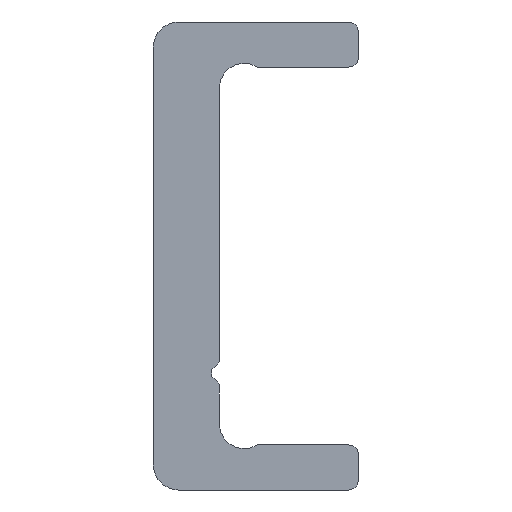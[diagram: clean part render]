
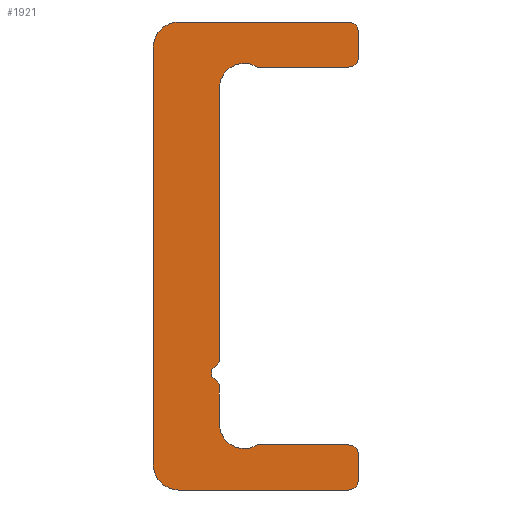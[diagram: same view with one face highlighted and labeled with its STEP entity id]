
A CAD part, left-side view. The second image highlights one B-rep face of the part: STEP entity #1921.
In plain terms, the highlighted planar face has unit normal (-1, 0, 0).
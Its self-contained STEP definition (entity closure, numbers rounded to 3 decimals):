
#1172=CARTESIAN_POINT('',(0.0,-6.15,-13.4));
#1173=VERTEX_POINT('',#1172);
#1180=CARTESIAN_POINT('',(0.0,-5.55,-14.));
#1181=VERTEX_POINT('',#1180);
#1182=CARTESIAN_POINT('',(0.0,-5.55,-13.4));
#1183=DIRECTION('',(1.0,0.0,0.0));
#1184=DIRECTION('',(0.0,-1.0,0.0));
#1185=AXIS2_PLACEMENT_3D('',#1182,#1183,#1184);
#1186=CIRCLE('',#1185,0.6);
#1187=EDGE_CURVE('',#1173,#1181,#1186,.T.);
#1211=CARTESIAN_POINT('',(0.0,-6.15,-11.9));
#1212=VERTEX_POINT('',#1211);
#1219=CARTESIAN_POINT('',(0.0,-6.15,-11.9));
#1220=DIRECTION('',(0.0,0.0,-1.0));
#1221=VECTOR('',#1220,1.5);
#1222=LINE('',#1219,#1221);
#1223=EDGE_CURVE('',#1212,#1173,#1222,.T.);
#1243=CARTESIAN_POINT('',(0.0,-5.55,-11.3));
#1244=VERTEX_POINT('',#1243);
#1251=CARTESIAN_POINT('',(0.0,-5.55,-11.9));
#1252=DIRECTION('',(1.0,0.0,0.0));
#1253=DIRECTION('',(0.0,0.0,1.0));
#1254=AXIS2_PLACEMENT_3D('',#1251,#1252,#1253);
#1255=CIRCLE('',#1254,0.6);
#1256=EDGE_CURVE('',#1244,#1212,#1255,.T.);
#1275=CARTESIAN_POINT('',(0.0,-0.098,-11.3));
#1276=VERTEX_POINT('',#1275);
#1283=CARTESIAN_POINT('',(0.0,-0.098,-11.3));
#1284=DIRECTION('',(0.0,-1.0,0.0));
#1285=VECTOR('',#1284,5.452);
#1286=LINE('',#1283,#1285);
#1287=EDGE_CURVE('',#1276,#1244,#1286,.T.);
#1307=CARTESIAN_POINT('',(0.0,2.2,-10.03));
#1308=VERTEX_POINT('',#1307);
#1315=CARTESIAN_POINT('',(0.0,0.7,-10.03));
#1316=DIRECTION('',(-1.0,0.0,0.0));
#1317=DIRECTION('',(0.0,0.532,0.847));
#1318=AXIS2_PLACEMENT_3D('',#1315,#1316,#1317);
#1319=CIRCLE('',#1318,1.5);
#1320=EDGE_CURVE('',#1308,#1276,#1319,.T.);
#1339=CARTESIAN_POINT('',(0.0,2.2,-7.707));
#1340=VERTEX_POINT('',#1339);
#1347=CARTESIAN_POINT('',(0.0,2.2,-7.707));
#1348=DIRECTION('',(0.0,0.0,-1.0));
#1349=VECTOR('',#1348,2.323);
#1350=LINE('',#1347,#1349);
#1351=EDGE_CURVE('',#1340,#1308,#1350,.T.);
#1371=CARTESIAN_POINT('',(0.0,2.367,-7.471));
#1372=VERTEX_POINT('',#1371);
#1379=CARTESIAN_POINT('',(0.0,2.45,-7.707));
#1380=DIRECTION('',(1.0,0.0,0.0));
#1381=DIRECTION('',(0.0,-0.333,0.943));
#1382=AXIS2_PLACEMENT_3D('',#1379,#1380,#1381);
#1383=CIRCLE('',#1382,0.25);
#1384=EDGE_CURVE('',#1372,#1340,#1383,.T.);
#1404=CARTESIAN_POINT('',(0.0,2.367,-6.529));
#1405=VERTEX_POINT('',#1404);
#1412=CARTESIAN_POINT('',(0.0,2.2,-7.));
#1413=DIRECTION('',(-1.0,0.0,0.0));
#1414=DIRECTION('',(0.0,-0.333,0.943));
#1415=AXIS2_PLACEMENT_3D('',#1412,#1413,#1414);
#1416=CIRCLE('',#1415,0.5);
#1417=EDGE_CURVE('',#1405,#1372,#1416,.T.);
#1437=CARTESIAN_POINT('',(0.0,2.2,-6.293));
#1438=VERTEX_POINT('',#1437);
#1445=CARTESIAN_POINT('',(0.0,2.45,-6.293));
#1446=DIRECTION('',(1.0,0.0,0.0));
#1447=DIRECTION('',(0.0,-1.0,0.0));
#1448=AXIS2_PLACEMENT_3D('',#1445,#1446,#1447);
#1449=CIRCLE('',#1448,0.25);
#1450=EDGE_CURVE('',#1438,#1405,#1449,.T.);
#1469=CARTESIAN_POINT('',(0.0,2.2,10.03));
#1470=VERTEX_POINT('',#1469);
#1477=CARTESIAN_POINT('',(0.0,2.2,10.03));
#1478=DIRECTION('',(0.0,0.0,-1.0));
#1479=VECTOR('',#1478,16.323);
#1480=LINE('',#1477,#1479);
#1481=EDGE_CURVE('',#1470,#1438,#1480,.T.);
#1549=CARTESIAN_POINT('',(0.0,-0.098,11.3));
#1550=VERTEX_POINT('',#1549);
#1557=CARTESIAN_POINT('',(0.0,0.7,10.03));
#1558=DIRECTION('',(-1.0,0.0,0.0));
#1559=DIRECTION('',(0.0,-1.0,0.0));
#1560=AXIS2_PLACEMENT_3D('',#1557,#1558,#1559);
#1561=CIRCLE('',#1560,1.5);
#1562=EDGE_CURVE('',#1550,#1470,#1561,.T.);
#1581=CARTESIAN_POINT('',(0.0,-5.55,11.3));
#1582=VERTEX_POINT('',#1581);
#1589=CARTESIAN_POINT('',(0.0,-5.55,11.3));
#1590=DIRECTION('',(0.0,1.0,0.0));
#1591=VECTOR('',#1590,5.452);
#1592=LINE('',#1589,#1591);
#1593=EDGE_CURVE('',#1582,#1550,#1592,.T.);
#1613=CARTESIAN_POINT('',(0.0,-6.15,11.9));
#1614=VERTEX_POINT('',#1613);
#1621=CARTESIAN_POINT('',(0.0,-5.55,11.9));
#1622=DIRECTION('',(1.0,0.0,0.0));
#1623=DIRECTION('',(0.0,-1.0,0.0));
#1624=AXIS2_PLACEMENT_3D('',#1621,#1622,#1623);
#1625=CIRCLE('',#1624,0.6);
#1626=EDGE_CURVE('',#1614,#1582,#1625,.T.);
#1645=CARTESIAN_POINT('',(0.0,-6.15,13.4));
#1646=VERTEX_POINT('',#1645);
#1653=CARTESIAN_POINT('',(0.0,-6.15,13.4));
#1654=DIRECTION('',(0.0,0.0,-1.0));
#1655=VECTOR('',#1654,1.5);
#1656=LINE('',#1653,#1655);
#1657=EDGE_CURVE('',#1646,#1614,#1656,.T.);
#1677=CARTESIAN_POINT('',(0.0,-5.55,14.));
#1678=VERTEX_POINT('',#1677);
#1685=CARTESIAN_POINT('',(0.0,-5.55,13.4));
#1686=DIRECTION('',(1.0,0.0,0.0));
#1687=DIRECTION('',(0.0,0.0,1.0));
#1688=AXIS2_PLACEMENT_3D('',#1685,#1686,#1687);
#1689=CIRCLE('',#1688,0.6);
#1690=EDGE_CURVE('',#1678,#1646,#1689,.T.);
#1709=CARTESIAN_POINT('',(0.0,4.65,14.));
#1710=VERTEX_POINT('',#1709);
#1717=CARTESIAN_POINT('',(0.0,4.65,14.));
#1718=DIRECTION('',(0.0,-1.0,0.0));
#1719=VECTOR('',#1718,10.2);
#1720=LINE('',#1717,#1719);
#1721=EDGE_CURVE('',#1710,#1678,#1720,.T.);
#1741=CARTESIAN_POINT('',(0.0,6.15,12.5));
#1742=VERTEX_POINT('',#1741);
#1749=CARTESIAN_POINT('',(0.0,4.65,12.5));
#1750=DIRECTION('',(1.0,0.0,0.0));
#1751=DIRECTION('',(0.0,1.0,0.0));
#1752=AXIS2_PLACEMENT_3D('',#1749,#1750,#1751);
#1753=CIRCLE('',#1752,1.5);
#1754=EDGE_CURVE('',#1742,#1710,#1753,.T.);
#1773=CARTESIAN_POINT('',(0.0,6.15,-12.5));
#1774=VERTEX_POINT('',#1773);
#1781=CARTESIAN_POINT('',(0.0,6.15,-12.5));
#1782=DIRECTION('',(0.0,0.0,1.0));
#1783=VECTOR('',#1782,25.);
#1784=LINE('',#1781,#1783);
#1785=EDGE_CURVE('',#1774,#1742,#1784,.T.);
#1853=CARTESIAN_POINT('',(0.0,4.65,-14.));
#1854=VERTEX_POINT('',#1853);
#1861=CARTESIAN_POINT('',(0.0,4.65,-12.5));
#1862=DIRECTION('',(1.0,0.0,0.0));
#1863=DIRECTION('',(0.0,0.0,-1.0));
#1864=AXIS2_PLACEMENT_3D('',#1861,#1862,#1863);
#1865=CIRCLE('',#1864,1.5);
#1866=EDGE_CURVE('',#1854,#1774,#1865,.T.);
#1884=CARTESIAN_POINT('',(0.0,-5.55,-14.));
#1885=DIRECTION('',(0.0,1.0,0.0));
#1886=VECTOR('',#1885,10.2);
#1887=LINE('',#1884,#1886);
#1888=EDGE_CURVE('',#1181,#1854,#1887,.T.);
#1894=CARTESIAN_POINT('',(0.0,1.616,-0.032));
#1895=DIRECTION('',(1.0,0.0,0.0));
#1896=DIRECTION('',(0.0,0.0,-1.0));
#1897=AXIS2_PLACEMENT_3D('',#1894,#1895,#1896);
#1898=PLANE('',#1897);
#1899=ORIENTED_EDGE('',*,*,#1888,.F.);
#1900=ORIENTED_EDGE('',*,*,#1187,.F.);
#1901=ORIENTED_EDGE('',*,*,#1223,.F.);
#1902=ORIENTED_EDGE('',*,*,#1256,.F.);
#1903=ORIENTED_EDGE('',*,*,#1287,.F.);
#1904=ORIENTED_EDGE('',*,*,#1320,.F.);
#1905=ORIENTED_EDGE('',*,*,#1351,.F.);
#1906=ORIENTED_EDGE('',*,*,#1384,.F.);
#1907=ORIENTED_EDGE('',*,*,#1417,.F.);
#1908=ORIENTED_EDGE('',*,*,#1450,.F.);
#1909=ORIENTED_EDGE('',*,*,#1481,.F.);
#1910=ORIENTED_EDGE('',*,*,#1562,.F.);
#1911=ORIENTED_EDGE('',*,*,#1593,.F.);
#1912=ORIENTED_EDGE('',*,*,#1626,.F.);
#1913=ORIENTED_EDGE('',*,*,#1657,.F.);
#1914=ORIENTED_EDGE('',*,*,#1690,.F.);
#1915=ORIENTED_EDGE('',*,*,#1721,.F.);
#1916=ORIENTED_EDGE('',*,*,#1754,.F.);
#1917=ORIENTED_EDGE('',*,*,#1785,.F.);
#1918=ORIENTED_EDGE('',*,*,#1866,.F.);
#1919=EDGE_LOOP('',(#1899,#1900,#1901,#1902,#1903,#1904,#1905,#1906,#1907,#1908,#1909,#1910,#1911,#1912,#1913,#1914,#1915,#1916,#1917,#1918));
#1920=FACE_OUTER_BOUND('',#1919,.T.);
#1921=ADVANCED_FACE('',(#1920),#1898,.F.);
